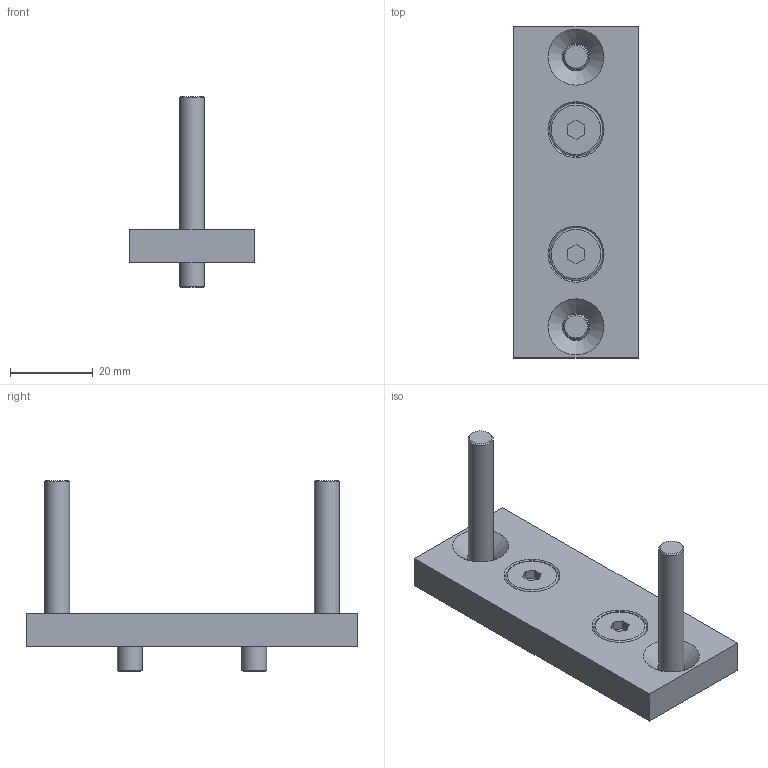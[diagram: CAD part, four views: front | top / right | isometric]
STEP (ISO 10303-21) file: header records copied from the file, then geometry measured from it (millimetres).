
FILE_DESCRIPTION(/* description */ ('Unknown'),/* implementation_level */ '2;1');
FILE_NAME(/* name */ '113.00125 Befestigungsplatte D',/* time_stamp */ '2017-12-19T12:03:45+01:00',/* author */ ('Unknown'),/* organization */ ('Unknown'),/* preprocessor_version */ 'ST-DEVELOPER v16.7',/* originating_system */ 'DEX',/* authorisation */ $);
FILE_SCHEMA (('AUTOMOTIVE_DESIGN {1 0 10303 214 3 1 1}'));
Length unit declared in the file: millimetre
Products named in the file (4): 113.00125; 126.00096; 142.00063; 142.00260
Assembly tree (5 placements, depth 2):
  113.00125
    126.00096
    142.00063  x2
    142.00260  x2
Bounding box: 30 x 80 x 46 mm (x, y, z)
Volume: 20862.4 mm3; surface area: 9894 mm2
Topology: 5 solids, 5 shells, 68 faces, 148 edges, 94 vertices
Faces by surface type: plane 42, cone 14, cylinder 8, torus 4
Full cylindrical faces by diameter (mm): 6 x4, 6.6 x4
Entity records: 1335 total; most frequent: DIRECTION 192, CARTESIAN_POINT 176, ORIENTED_EDGE 144, EDGE_CURVE 72, AXIS2_PLACEMENT_3D 72, EDGE_LOOP 70, FACE_BOUND 70, VERTEX_POINT 56
